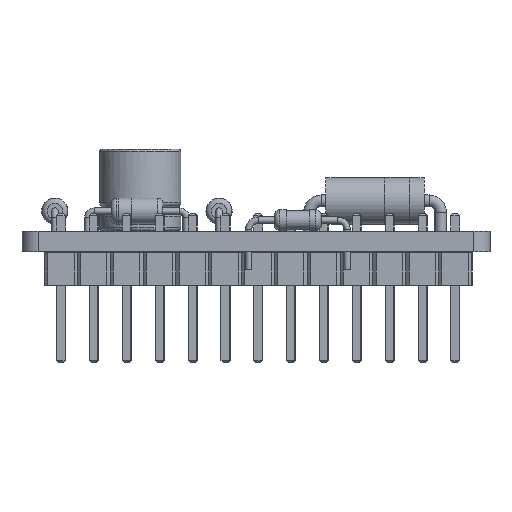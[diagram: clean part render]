
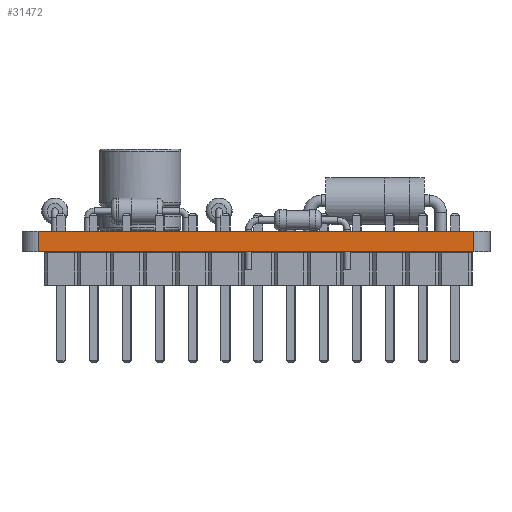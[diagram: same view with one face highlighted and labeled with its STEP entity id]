
A CAD part, left-side view. The second image highlights one B-rep face of the part: STEP entity #31472.
In plain terms, the highlighted planar face has unit normal (-1, 0, 0).
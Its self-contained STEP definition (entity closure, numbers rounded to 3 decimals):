
#26808 = PLANE('',#26809);
#26809 = AXIS2_PLACEMENT_3D('',#26810,#26811,#26812);
#26810 = CARTESIAN_POINT('',(27.221,18.668,1.6));
#26811 = DIRECTION('',(0.,0.,1.));
#26812 = DIRECTION('',(1.,0.,-0.));
#26862 = PLANE('',#26863);
#26863 = AXIS2_PLACEMENT_3D('',#26864,#26865,#26866);
#26864 = CARTESIAN_POINT('',(27.221,18.668,0.));
#26865 = DIRECTION('',(0.,0.,1.));
#26866 = DIRECTION('',(1.,0.,-0.));
#27116 = VERTEX_POINT('',#27117);
#27117 = CARTESIAN_POINT('',(2.54,35.56,0.));
#27132 = CYLINDRICAL_SURFACE('',#27133,1.27);
#27133 = AXIS2_PLACEMENT_3D('',#27134,#27135,#27136);
#27134 = CARTESIAN_POINT('',(3.81,35.56,0.));
#27135 = DIRECTION('',(-0.,-0.,-1.));
#27136 = DIRECTION('',(1.,0.,-0.));
#27144 = EDGE_CURVE('',#27116,#27145,#27147,.T.);
#27145 = VERTEX_POINT('',#27146);
#27146 = CARTESIAN_POINT('',(2.54,1.905,0.));
#27147 = SURFACE_CURVE('',#27148,(#27152,#27159),.PCURVE_S1.);
#27148 = LINE('',#27149,#27150);
#27149 = CARTESIAN_POINT('',(2.54,35.56,0.));
#27150 = VECTOR('',#27151,1.);
#27151 = DIRECTION('',(0.,-1.,0.));
#27152 = PCURVE('',#26862,#27153);
#27153 = DEFINITIONAL_REPRESENTATION('',(#27154),#27158);
#27154 = LINE('',#27155,#27156);
#27155 = CARTESIAN_POINT('',(-24.681,16.892));
#27156 = VECTOR('',#27157,1.);
#27157 = DIRECTION('',(0.,-1.));
#27158 = ( GEOMETRIC_REPRESENTATION_CONTEXT(2) 
PARAMETRIC_REPRESENTATION_CONTEXT() REPRESENTATION_CONTEXT('2D SPACE',''
  ) );
#27159 = PCURVE('',#27160,#27165);
#27160 = PLANE('',#27161);
#27161 = AXIS2_PLACEMENT_3D('',#27162,#27163,#27164);
#27162 = CARTESIAN_POINT('',(2.54,35.56,0.));
#27163 = DIRECTION('',(1.,0.,0.));
#27164 = DIRECTION('',(0.,-1.,0.));
#27165 = DEFINITIONAL_REPRESENTATION('',(#27166),#27170);
#27166 = LINE('',#27167,#27168);
#27167 = CARTESIAN_POINT('',(0.,0.));
#27168 = VECTOR('',#27169,1.);
#27169 = DIRECTION('',(1.,0.));
#27170 = ( GEOMETRIC_REPRESENTATION_CONTEXT(2) 
PARAMETRIC_REPRESENTATION_CONTEXT() REPRESENTATION_CONTEXT('2D SPACE',''
  ) );
#27189 = CYLINDRICAL_SURFACE('',#27190,1.27);
#27190 = AXIS2_PLACEMENT_3D('',#27191,#27192,#27193);
#27191 = CARTESIAN_POINT('',(3.81,1.905,0.));
#27192 = DIRECTION('',(-0.,-0.,-1.));
#27193 = DIRECTION('',(1.,0.,-0.));
#29402 = VERTEX_POINT('',#29403);
#29403 = CARTESIAN_POINT('',(2.54,35.56,1.6));
#29425 = EDGE_CURVE('',#29402,#29426,#29428,.T.);
#29426 = VERTEX_POINT('',#29427);
#29427 = CARTESIAN_POINT('',(2.54,1.905,1.6));
#29428 = SURFACE_CURVE('',#29429,(#29433,#29440),.PCURVE_S1.);
#29429 = LINE('',#29430,#29431);
#29430 = CARTESIAN_POINT('',(2.54,35.56,1.6));
#29431 = VECTOR('',#29432,1.);
#29432 = DIRECTION('',(0.,-1.,0.));
#29433 = PCURVE('',#26808,#29434);
#29434 = DEFINITIONAL_REPRESENTATION('',(#29435),#29439);
#29435 = LINE('',#29436,#29437);
#29436 = CARTESIAN_POINT('',(-24.681,16.892));
#29437 = VECTOR('',#29438,1.);
#29438 = DIRECTION('',(0.,-1.));
#29439 = ( GEOMETRIC_REPRESENTATION_CONTEXT(2) 
PARAMETRIC_REPRESENTATION_CONTEXT() REPRESENTATION_CONTEXT('2D SPACE',''
  ) );
#29440 = PCURVE('',#27160,#29441);
#29441 = DEFINITIONAL_REPRESENTATION('',(#29442),#29446);
#29442 = LINE('',#29443,#29444);
#29443 = CARTESIAN_POINT('',(0.,-1.6));
#29444 = VECTOR('',#29445,1.);
#29445 = DIRECTION('',(1.,0.));
#29446 = ( GEOMETRIC_REPRESENTATION_CONTEXT(2) 
PARAMETRIC_REPRESENTATION_CONTEXT() REPRESENTATION_CONTEXT('2D SPACE',''
  ) );
#31422 = EDGE_CURVE('',#27145,#29426,#31423,.T.);
#31423 = SURFACE_CURVE('',#31424,(#31428,#31435),.PCURVE_S1.);
#31424 = LINE('',#31425,#31426);
#31425 = CARTESIAN_POINT('',(2.54,1.905,0.));
#31426 = VECTOR('',#31427,1.);
#31427 = DIRECTION('',(0.,0.,1.));
#31428 = PCURVE('',#27189,#31429);
#31429 = DEFINITIONAL_REPRESENTATION('',(#31430),#31434);
#31430 = LINE('',#31431,#31432);
#31431 = CARTESIAN_POINT('',(-3.142,0.));
#31432 = VECTOR('',#31433,1.);
#31433 = DIRECTION('',(-0.,-1.));
#31434 = ( GEOMETRIC_REPRESENTATION_CONTEXT(2) 
PARAMETRIC_REPRESENTATION_CONTEXT() REPRESENTATION_CONTEXT('2D SPACE',''
  ) );
#31435 = PCURVE('',#27160,#31436);
#31436 = DEFINITIONAL_REPRESENTATION('',(#31437),#31441);
#31437 = LINE('',#31438,#31439);
#31438 = CARTESIAN_POINT('',(33.655,0.));
#31439 = VECTOR('',#31440,1.);
#31440 = DIRECTION('',(0.,-1.));
#31441 = ( GEOMETRIC_REPRESENTATION_CONTEXT(2) 
PARAMETRIC_REPRESENTATION_CONTEXT() REPRESENTATION_CONTEXT('2D SPACE',''
  ) );
#31451 = EDGE_CURVE('',#27116,#29402,#31452,.T.);
#31452 = SURFACE_CURVE('',#31453,(#31457,#31464),.PCURVE_S1.);
#31453 = LINE('',#31454,#31455);
#31454 = CARTESIAN_POINT('',(2.54,35.56,0.));
#31455 = VECTOR('',#31456,1.);
#31456 = DIRECTION('',(0.,0.,1.));
#31457 = PCURVE('',#27132,#31458);
#31458 = DEFINITIONAL_REPRESENTATION('',(#31459),#31463);
#31459 = LINE('',#31460,#31461);
#31460 = CARTESIAN_POINT('',(-3.142,0.));
#31461 = VECTOR('',#31462,1.);
#31462 = DIRECTION('',(-0.,-1.));
#31463 = ( GEOMETRIC_REPRESENTATION_CONTEXT(2) 
PARAMETRIC_REPRESENTATION_CONTEXT() REPRESENTATION_CONTEXT('2D SPACE',''
  ) );
#31464 = PCURVE('',#27160,#31465);
#31465 = DEFINITIONAL_REPRESENTATION('',(#31466),#31470);
#31466 = LINE('',#31467,#31468);
#31467 = CARTESIAN_POINT('',(0.,0.));
#31468 = VECTOR('',#31469,1.);
#31469 = DIRECTION('',(0.,-1.));
#31470 = ( GEOMETRIC_REPRESENTATION_CONTEXT(2) 
PARAMETRIC_REPRESENTATION_CONTEXT() REPRESENTATION_CONTEXT('2D SPACE',''
  ) );
#31472 = ADVANCED_FACE('',(#31473),#27160,.F.);
#31473 = FACE_BOUND('',#31474,.F.);
#31474 = EDGE_LOOP('',(#31475,#31476,#31477,#31478));
#31475 = ORIENTED_EDGE('',*,*,#31451,.T.);
#31476 = ORIENTED_EDGE('',*,*,#29425,.T.);
#31477 = ORIENTED_EDGE('',*,*,#31422,.F.);
#31478 = ORIENTED_EDGE('',*,*,#27144,.F.);
